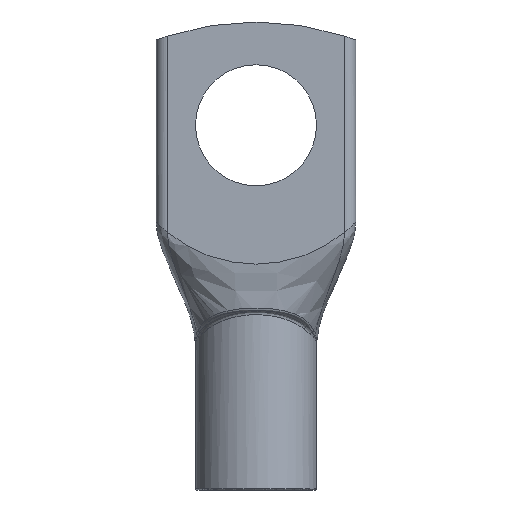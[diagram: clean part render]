
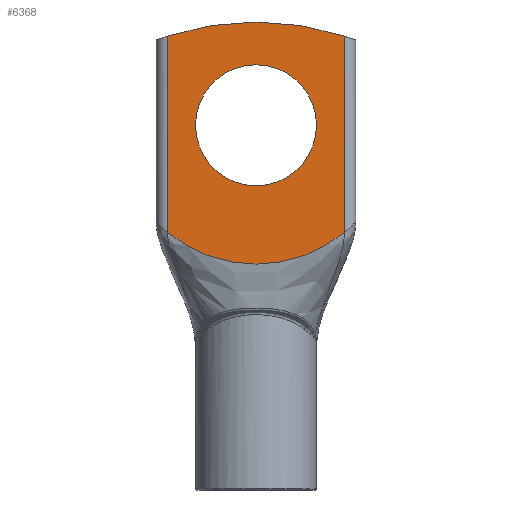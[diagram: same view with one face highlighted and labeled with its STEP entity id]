
A CAD part, front view. The second image highlights one B-rep face of the part: STEP entity #6368.
In plain terms, the highlighted planar face has unit normal (0, -1, 0).
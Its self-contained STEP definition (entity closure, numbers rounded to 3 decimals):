
#4979=CARTESIAN_POINT('',(-12.4,-10.0,16.171));
#4980=VERTEX_POINT('',#4979);
#5223=CARTESIAN_POINT('',(12.4,-10.0,16.171));
#5224=VERTEX_POINT('',#5223);
#5239=CARTESIAN_POINT('',(0.,-10.0,31.22));
#5240=DIRECTION('',(0.0,1.,0.0));
#5241=DIRECTION('',(0.718,0.0,-0.696));
#5242=AXIS2_PLACEMENT_3D('',#5239,#5240,#5241);
#5243=CIRCLE('',#5242,19.5);
#5244=EDGE_CURVE('',#5224,#4980,#5243,.T.);
#6028=CARTESIAN_POINT('',(8.5,-10.0,31.22));
#6029=VERTEX_POINT('',#6028);
#6030=CARTESIAN_POINT('',(0.0,-10.0,31.22));
#6031=DIRECTION('',(0.0,1.0,0.0));
#6032=DIRECTION('',(-1.0,0.0,0.0));
#6033=AXIS2_PLACEMENT_3D('',#6030,#6031,#6032);
#6034=CIRCLE('',#6033,8.5);
#6035=EDGE_CURVE('',#6029,#6029,#6034,.T.);
#6246=CARTESIAN_POINT('',(-12.4,-10.0,43.75));
#6247=VERTEX_POINT('',#6246);
#6263=CARTESIAN_POINT('',(12.4,-10.0,43.75));
#6264=VERTEX_POINT('',#6263);
#6265=CARTESIAN_POINT('',(0.,-10.0,5.72));
#6266=DIRECTION('',(0.0,1.,0.0));
#6267=DIRECTION('',(-0.35,0.0,0.937));
#6268=AXIS2_PLACEMENT_3D('',#6265,#6266,#6267);
#6269=CIRCLE('',#6268,40.0);
#6270=EDGE_CURVE('',#6247,#6264,#6269,.T.);
#6325=CARTESIAN_POINT('',(-12.4,-10.0,16.171));
#6326=DIRECTION('',(0.0,0.0,1.0));
#6327=VECTOR('',#6326,27.579);
#6328=LINE('',#6325,#6327);
#6329=EDGE_CURVE('',#4980,#6247,#6328,.T.);
#6349=CARTESIAN_POINT('',(0.,-10.0,29.516));
#6350=DIRECTION('',(0.0,1.0,0.0));
#6351=DIRECTION('',(0.0,0.0,1.0));
#6352=AXIS2_PLACEMENT_3D('',#6349,#6350,#6351);
#6353=PLANE('',#6352);
#6354=ORIENTED_EDGE('',*,*,#6329,.F.);
#6355=ORIENTED_EDGE('',*,*,#5244,.F.);
#6356=CARTESIAN_POINT('',(12.4,-10.0,43.75));
#6357=DIRECTION('',(0.0,0.0,-1.0));
#6358=VECTOR('',#6357,27.579);
#6359=LINE('',#6356,#6358);
#6360=EDGE_CURVE('',#6264,#5224,#6359,.T.);
#6361=ORIENTED_EDGE('',*,*,#6360,.F.);
#6362=ORIENTED_EDGE('',*,*,#6270,.F.);
#6363=EDGE_LOOP('',(#6354,#6355,#6361,#6362));
#6364=FACE_OUTER_BOUND('',#6363,.T.);
#6365=ORIENTED_EDGE('',*,*,#6035,.T.);
#6366=EDGE_LOOP('',(#6365));
#6367=FACE_BOUND('',#6366,.T.);
#6368=ADVANCED_FACE('',(#6364,#6367),#6353,.F.);
